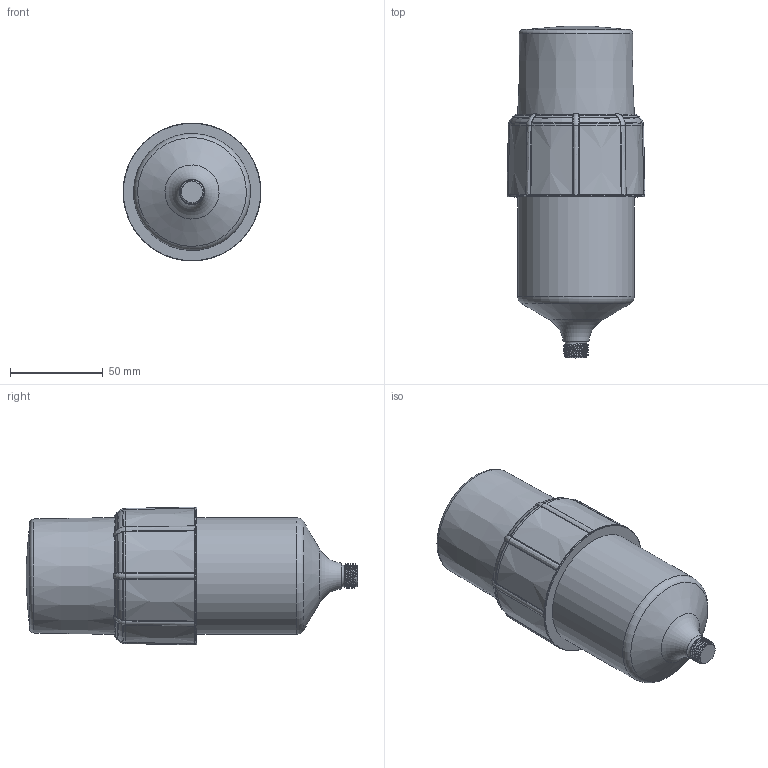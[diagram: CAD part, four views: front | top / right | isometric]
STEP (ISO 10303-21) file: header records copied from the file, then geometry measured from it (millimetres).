
FILE_DESCRIPTION((''),'2;1');
FILE_NAME('perma STAR VARIO S2 mit M120 mit Schutzabdeckung.stp','2013-05-06T13:18:11',('002180'),(''),'Autodesk Inventor 2013','Autodesk Inventor 2013','');
FILE_SCHEMA(('AUTOMOTIVE_DESIGN { 1 0 10303 214 1 1 1 1 }'));
Length unit declared in the file: millimetre
Products named in the file (1): perma STAR VARIO S2 mit M120 mit Schutzabdeckung
Bounding box: 74.18 x 178.65 x 74.19 mm (x, y, z)
Volume: 515618.3 mm3; surface area: 38885 mm2
Topology: 1 solids, 1 shells, 262 faces, 693 edges, 432 vertices
Faces by surface type: bspline 110, cone 68, torus 45, plane 29, revolution 8, sphere 1, cylinder 1
Full cylindrical faces by diameter (mm): 63 x1
Entity records: 13199 total; most frequent: CARTESIAN_POINT 7459, ORIENTED_EDGE 1350, DIRECTION 834, EDGE_CURVE 675, VERTEX_POINT 428, B_SPLINE_CURVE_WITH_KNOTS 390, AXIS2_PLACEMENT_3D 388, EDGE_LOOP 275
